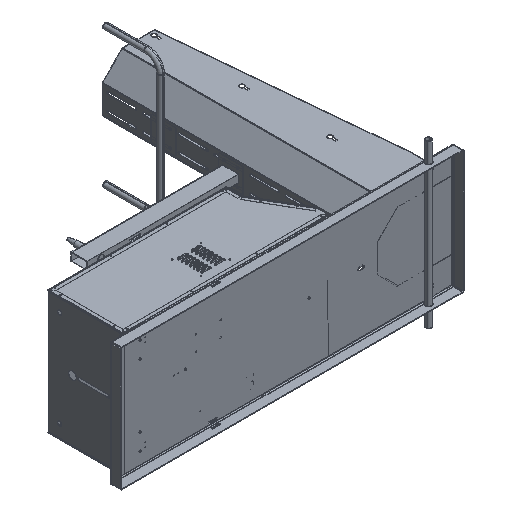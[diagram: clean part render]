
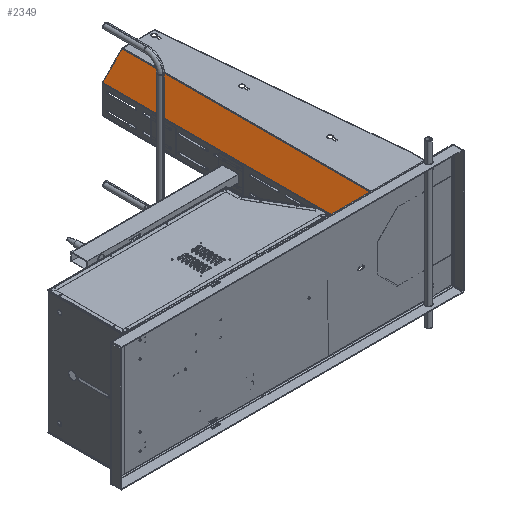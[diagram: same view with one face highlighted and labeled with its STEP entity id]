
A CAD part, isometric view. The second image highlights one B-rep face of the part: STEP entity #2349.
In plain terms, the highlighted face is planar.
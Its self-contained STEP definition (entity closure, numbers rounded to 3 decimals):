
#510 = EDGE_CURVE ( 'NONE', #8081, #24066, #34544, .T. ) ;
#1076 = LINE ( 'NONE', #19287, #34232 ) ;
#1940 = AXIS2_PLACEMENT_3D ( 'NONE', #33023, #32620, #38755 ) ;
#2349 = ADVANCED_FACE ( 'NONE', ( #35677 ), #13781, .T. ) ;
#3333 = LINE ( 'NONE', #31778, #8738 ) ;
#6497 = EDGE_LOOP ( 'NONE', ( #39669, #34191, #35290, #7155 ) ) ;
#6535 = CARTESIAN_POINT ( 'NONE',  ( -123.828, 52.948, 1000. ) ) ;
#7155 = ORIENTED_EDGE ( 'NONE', *, *, #19670, .T. ) ;
#8081 = VERTEX_POINT ( 'NONE', #37117 ) ;
#8738 = VECTOR ( 'NONE', #19677, 1000. ) ;
#9120 = EDGE_CURVE ( 'NONE', #8081, #11003, #3333, .T. ) ;
#9168 = EDGE_CURVE ( 'NONE', #24066, #36206, #1076, .T. ) ;
#9456 = CARTESIAN_POINT ( 'NONE',  ( -52.948, 123.828, 1000. ) ) ;
#11003 = VERTEX_POINT ( 'NONE', #9456 ) ;
#13781 = PLANE ( 'NONE',  #1940 ) ;
#19287 = CARTESIAN_POINT ( 'NONE',  ( -51.777, 125., 0. ) ) ;
#19670 = EDGE_CURVE ( 'NONE', #11003, #36206, #29699, .T. ) ;
#19677 = DIRECTION ( 'NONE',  ( 0.707, 0.707, 0. ) ) ;
#20282 = DIRECTION ( 'NONE',  ( 0., 0., -1. ) ) ;
#22332 = DIRECTION ( 'NONE',  ( 0.707, 0.707, 0. ) ) ;
#22811 = VECTOR ( 'NONE', #31490, 1000. ) ;
#24066 = VERTEX_POINT ( 'NONE', #30674 ) ;
#29699 = LINE ( 'NONE', #35414, #33511 ) ;
#30674 = CARTESIAN_POINT ( 'NONE',  ( -123.828, 52.948, 0. ) ) ;
#30716 = CARTESIAN_POINT ( 'NONE',  ( -52.948, 123.828, 0. ) ) ;
#31490 = DIRECTION ( 'NONE',  ( 0., 0., -1. ) ) ;
#31778 = CARTESIAN_POINT ( 'NONE',  ( -51.777, 125., 1000. ) ) ;
#32620 = DIRECTION ( 'NONE',  ( -0.707, 0.707, 0. ) ) ;
#33023 = CARTESIAN_POINT ( 'NONE',  ( -51.777, 125., 1000. ) ) ;
#33511 = VECTOR ( 'NONE', #20282, 1000. ) ;
#34191 = ORIENTED_EDGE ( 'NONE', *, *, #510, .F. ) ;
#34232 = VECTOR ( 'NONE', #22332, 1000. ) ;
#34544 = LINE ( 'NONE', #6535, #22811 ) ;
#35290 = ORIENTED_EDGE ( 'NONE', *, *, #9120, .T. ) ;
#35414 = CARTESIAN_POINT ( 'NONE',  ( -52.948, 123.828, 1000. ) ) ;
#35677 = FACE_OUTER_BOUND ( 'NONE', #6497, .T. ) ;
#36206 = VERTEX_POINT ( 'NONE', #30716 ) ;
#37117 = CARTESIAN_POINT ( 'NONE',  ( -123.828, 52.948, 1000. ) ) ;
#38755 = DIRECTION ( 'NONE',  ( -0.707, -0.707, 0. ) ) ;
#39669 = ORIENTED_EDGE ( 'NONE', *, *, #9168, .F. ) ;
